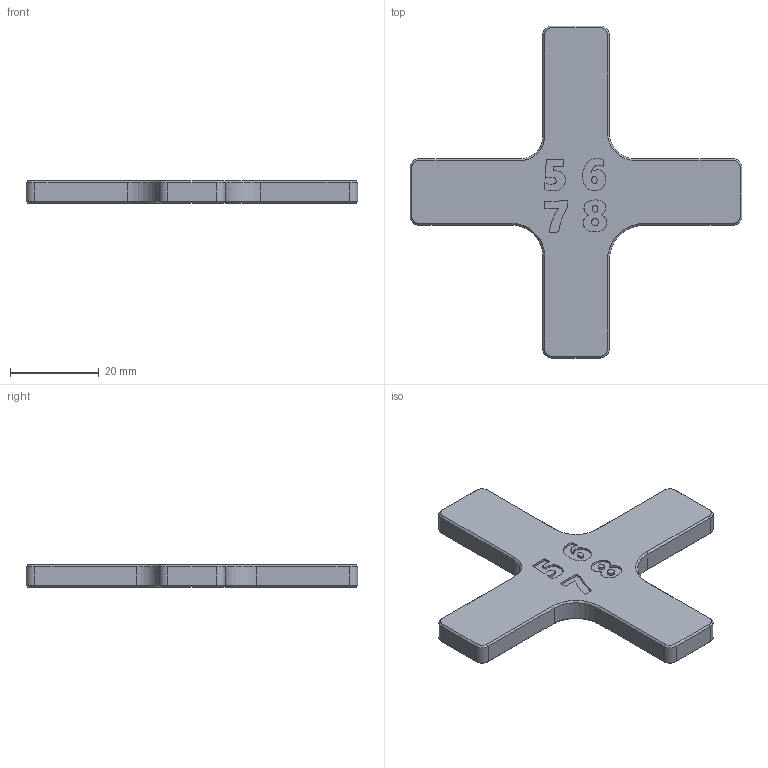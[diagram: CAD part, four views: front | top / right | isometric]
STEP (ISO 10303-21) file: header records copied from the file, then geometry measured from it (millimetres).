
FILE_DESCRIPTION(/* description */ (''),/* implementation_level */ '2;1');
FILE_NAME(/* name */ '5-8mm Radius Tool.step',/* time_stamp */ '2024-04-15T14:44:16-07:00',/* author */ (''),/* organization */ (''),/* preprocessor_version */ 'ST-DEVELOPER v20',/* originating_system */ 'Autodesk Translation Framework v12.20.1.177',/* authorisation */ '');
FILE_SCHEMA (('AUTOMOTIVE_DESIGN { 1 0 10303 214 3 1 1 }'));
Length unit declared in the file: millimetre
Products named in the file (1): 5-8mm Radius Tool
Bounding box: 75 x 75 x 5 mm (x, y, z)
Volume: 10184.3 mm3; surface area: 5447.8 mm2
Topology: 1 solids, 1 shells, 171 faces, 438 edges, 276 vertices
Faces by surface type: bspline 77, plane 58, cone 24, cylinder 12
Entity records: 5859 total; most frequent: CARTESIAN_POINT 2195, ORIENTED_EDGE 876, DIRECTION 522, EDGE_CURVE 438, VERTEX_POINT 276, LINE 236, VECTOR 236, EDGE_LOOP 178
